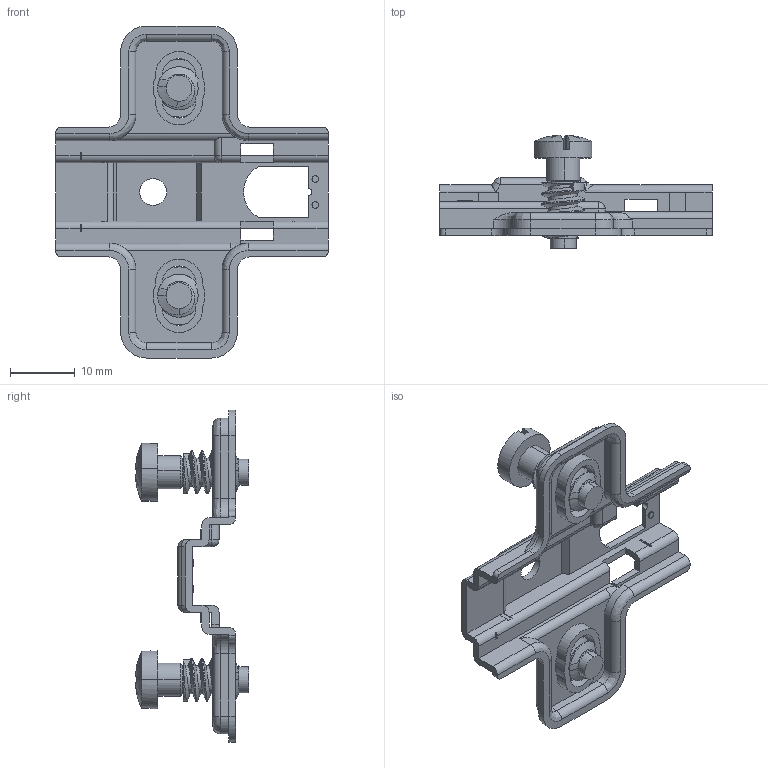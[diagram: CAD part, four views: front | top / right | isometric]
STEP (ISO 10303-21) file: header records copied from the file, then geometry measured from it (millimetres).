
FILE_DESCRIPTION (( 'STEP AP214' ), '1' );
FILE_NAME ('F000099_3D.step', '2022-06-06T12:58:01', ( '' ), ( '' ), 'SwSTEP 2.0', 'SolidWorks 2020', '' );
FILE_SCHEMA (( 'AUTOMOTIVE_DESIGN' ));
Length unit declared in the file: millimetre
Products named in the file (3): H14圉埴芛韁粔蹟佪-NC40; F000099_3D; C02H0D-NC40
Assembly tree (3 placements, depth 2):
  F000099_3D
    C02H0D-NC40
    H14圉埴芛韁粔蹟佪-NC40  x2
Bounding box: 42 x 17.46 x 51.2 mm (x, y, z)
Volume: 2958.1 mm3; surface area: 5380.5 mm2
Topology: 3 solids, 3 shells, 483 faces, 1288 edges, 814 vertices
Faces by surface type: plane 237, cylinder 180, bspline 50, cone 16
Entity records: 15411 total; most frequent: CARTESIAN_POINT 5563, ORIENTED_EDGE 2144, DIRECTION 1914, EDGE_CURVE 1072, VERTEX_POINT 681, LINE 660, VECTOR 660, AXIS2_PLACEMENT_3D 627
